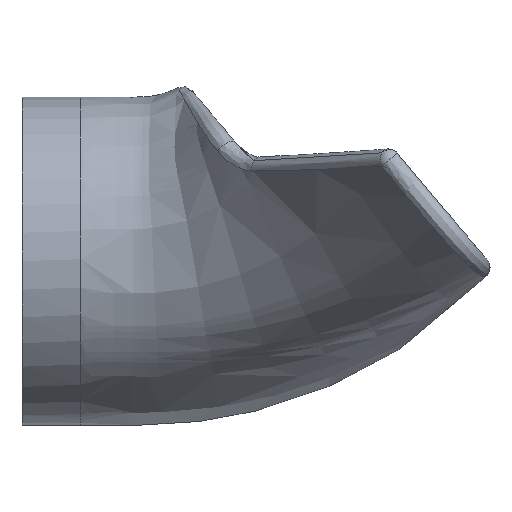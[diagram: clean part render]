
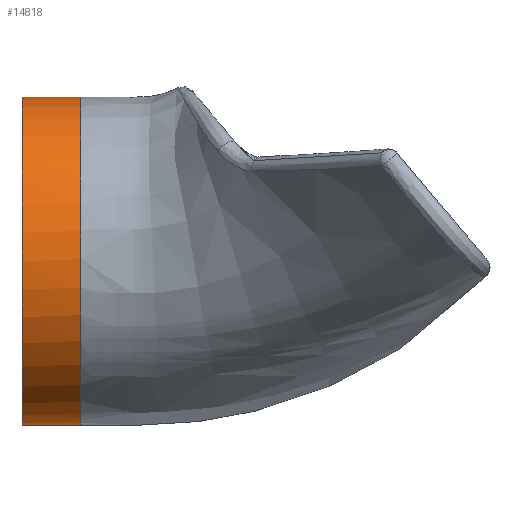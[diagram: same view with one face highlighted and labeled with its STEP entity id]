
A CAD part, left-side view. The second image highlights one B-rep face of the part: STEP entity #14818.
In plain terms, the highlighted cylindrical face has radius 28 mm (diameter 56 mm), a partial arc.
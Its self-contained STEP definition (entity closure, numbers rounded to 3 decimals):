
#37 = CARTESIAN_POINT ( 'NONE',  ( -60., 83.433, -14.567 ) ) ;
#194 = DIRECTION ( 'NONE',  ( 0., 1., 0. ) ) ;
#230 = AXIS2_PLACEMENT_3D ( 'NONE', #26488, #16101, #18439 ) ;
#263 = CARTESIAN_POINT ( 'NONE',  ( -64.026, 83.433, 13.153 ) ) ;
#384 = CARTESIAN_POINT ( 'NONE',  ( -60., 83.433, -42.567 ) ) ;
#418 = CARTESIAN_POINT ( 'NONE',  ( -60.803, 83.433, 13.433 ) ) ;
#848 = CARTESIAN_POINT ( 'NONE',  ( -61.622, 83.433, -42.532 ) ) ;
#1789 = CARTESIAN_POINT ( 'NONE',  ( -68.223, 83.433, -41.333 ) ) ;
#1871 = VERTEX_POINT ( 'NONE', #30226 ) ;
#2187 = CARTESIAN_POINT ( 'NONE',  ( -60., 83.433, -42.567 ) ) ;
#2330 = VERTEX_POINT ( 'NONE', #26015 ) ;
#2789 = DIRECTION ( 'NONE',  ( 0., 0., 1. ) ) ;
#3599 = EDGE_LOOP ( 'NONE', ( #12346, #28973, #14964, #28324, #12479, #12500, #21844, #23504 ) ) ;
#3972 = DIRECTION ( 'NONE',  ( 0., -1., 0. ) ) ;
#4143 = B_SPLINE_CURVE_WITH_KNOTS ( 'NONE', 3,
 ( #4937, #263, #5401, #28750, #418, #21593 ),
 .UNSPECIFIED., .F., .F.,
 ( 4, 2, 4 ),
 ( 0.083, 0.085, 0.087 ),
 .UNSPECIFIED. ) ;
#4937 = CARTESIAN_POINT ( 'NONE',  ( -64.816, 83.433, 13.015 ) ) ;
#5365 = CARTESIAN_POINT ( 'NONE',  ( -60., 93.433, -42.567 ) ) ;
#5401 = CARTESIAN_POINT ( 'NONE',  ( -63.227, 83.433, 13.258 ) ) ;
#6155 = LINE ( 'NONE', #20623, #13657 ) ;
#6573 = VERTEX_POINT ( 'NONE', #23100 ) ;
#6870 = VERTEX_POINT ( 'NONE', #11417 ) ;
#7202 = VECTOR ( 'NONE', #12220, 1000. ) ;
#7219 = EDGE_CURVE ( 'NONE', #19012, #14986, #22086, .T. ) ;
#7390 = CARTESIAN_POINT ( 'NONE',  ( -64.809, 83.433, -42.151 ) ) ;
#7853 = LINE ( 'NONE', #5365, #7202 ) ;
#9122 = EDGE_CURVE ( 'NONE', #14986, #1871, #18121, .T. ) ;
#9196 = CIRCLE ( 'NONE', #24601, 28. ) ;
#10168 = AXIS2_PLACEMENT_3D ( 'NONE', #30504, #30350, #21462 ) ;
#10769 = CARTESIAN_POINT ( 'NONE',  ( -60., 93.433, -14.567 ) ) ;
#11412 = CARTESIAN_POINT ( 'NONE',  ( -60., 93.433, -42.567 ) ) ;
#11417 = CARTESIAN_POINT ( 'NONE',  ( -60., 83.433, 13.433 ) ) ;
#11873 = DIRECTION ( 'NONE',  ( 0., 0., 1. ) ) ;
#12220 = DIRECTION ( 'NONE',  ( 0., -1., 0. ) ) ;
#12346 = ORIENTED_EDGE ( 'NONE', *, *, #16923, .F. ) ;
#12479 = ORIENTED_EDGE ( 'NONE', *, *, #7219, .T. ) ;
#12500 = ORIENTED_EDGE ( 'NONE', *, *, #9122, .T. ) ;
#13619 = FACE_OUTER_BOUND ( 'NONE', #3599, .T. ) ;
#13657 = VECTOR ( 'NONE', #3972, 1000. ) ;
#14708 = CARTESIAN_POINT ( 'NONE',  ( -60.814, 83.433, -42.567 ) ) ;
#14818 = ADVANCED_FACE ( 'NONE', ( #13619 ), #19322, .T. ) ;
#14964 = ORIENTED_EDGE ( 'NONE', *, *, #30243, .T. ) ;
#14986 = VERTEX_POINT ( 'NONE', #1789 ) ;
#16101 = DIRECTION ( 'NONE',  ( 0., -1., 0. ) ) ;
#16142 = AXIS2_PLACEMENT_3D ( 'NONE', #10769, #29758, #28028 ) ;
#16923 = EDGE_CURVE ( 'NONE', #2330, #6870, #6155, .T. ) ;
#17101 = CARTESIAN_POINT ( 'NONE',  ( -60., 83.433, -14.567 ) ) ;
#18121 = CIRCLE ( 'NONE', #10168, 28. ) ;
#18439 = DIRECTION ( 'NONE',  ( 0., 0., -1. ) ) ;
#19012 = VERTEX_POINT ( 'NONE', #25903 ) ;
#19114 = CIRCLE ( 'NONE', #16142, 28. ) ;
#19284 = DIRECTION ( 'NONE',  ( 0., 1., 0. ) ) ;
#19322 = CYLINDRICAL_SURFACE ( 'NONE', #230, 28. ) ;
#20623 = CARTESIAN_POINT ( 'NONE',  ( -60., 93.433, 13.433 ) ) ;
#20720 = EDGE_CURVE ( 'NONE', #1871, #6573, #9196, .T. ) ;
#21462 = DIRECTION ( 'NONE',  ( 0., 0., 1. ) ) ;
#21593 = CARTESIAN_POINT ( 'NONE',  ( -60., 83.433, 13.433 ) ) ;
#21844 = ORIENTED_EDGE ( 'NONE', *, *, #20720, .T. ) ;
#22086 = CIRCLE ( 'NONE', #29057, 28. ) ;
#23100 = CARTESIAN_POINT ( 'NONE',  ( -64.816, 83.433, 13.015 ) ) ;
#23504 = ORIENTED_EDGE ( 'NONE', *, *, #25851, .T. ) ;
#24211 = CARTESIAN_POINT ( 'NONE',  ( -63.225, 83.433, -42.392 ) ) ;
#24601 = AXIS2_PLACEMENT_3D ( 'NONE', #17101, #19284, #2789 ) ;
#25851 = EDGE_CURVE ( 'NONE', #6573, #6870, #4143, .T. ) ;
#25903 = CARTESIAN_POINT ( 'NONE',  ( -64.809, 83.433, -42.151 ) ) ;
#26015 = CARTESIAN_POINT ( 'NONE',  ( -60., 93.433, 13.433 ) ) ;
#26455 = B_SPLINE_CURVE_WITH_KNOTS ( 'NONE', 3,
 ( #384, #14708, #848, #24211, #29332, #7390 ),
 .UNSPECIFIED., .F., .F.,
 ( 4, 2, 4 ),
 ( 0., 0.002, 0.005 ),
 .UNSPECIFIED. ) ;
#26488 = CARTESIAN_POINT ( 'NONE',  ( -60., 93.433, -14.567 ) ) ;
#27576 = EDGE_CURVE ( 'NONE', #29361, #2330, #19114, .T. ) ;
#27586 = VERTEX_POINT ( 'NONE', #2187 ) ;
#28028 = DIRECTION ( 'NONE',  ( 0., 0., 1. ) ) ;
#28324 = ORIENTED_EDGE ( 'NONE', *, *, #30413, .T. ) ;
#28750 = CARTESIAN_POINT ( 'NONE',  ( -61.611, 83.433, 13.398 ) ) ;
#28973 = ORIENTED_EDGE ( 'NONE', *, *, #27576, .F. ) ;
#29057 = AXIS2_PLACEMENT_3D ( 'NONE', #37, #194, #11873 ) ;
#29332 = CARTESIAN_POINT ( 'NONE',  ( -64.02, 83.433, -42.289 ) ) ;
#29361 = VERTEX_POINT ( 'NONE', #11412 ) ;
#29758 = DIRECTION ( 'NONE',  ( 0., 1., 0. ) ) ;
#30226 = CARTESIAN_POINT ( 'NONE',  ( -70.124, 83.433, -40.673 ) ) ;
#30243 = EDGE_CURVE ( 'NONE', #29361, #27586, #7853, .T. ) ;
#30350 = DIRECTION ( 'NONE',  ( 0., 1., 0. ) ) ;
#30413 = EDGE_CURVE ( 'NONE', #27586, #19012, #26455, .T. ) ;
#30504 = CARTESIAN_POINT ( 'NONE',  ( -60., 83.433, -14.567 ) ) ;
